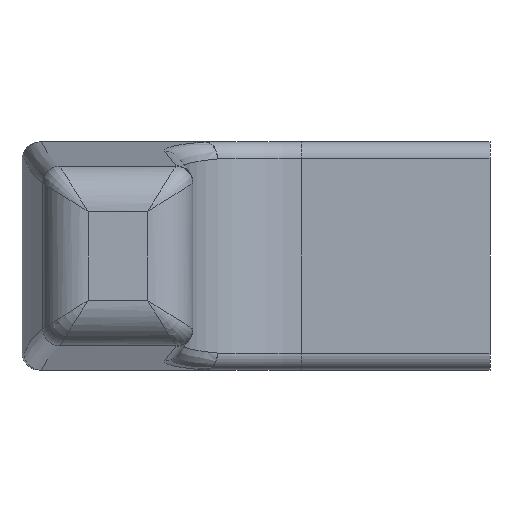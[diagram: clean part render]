
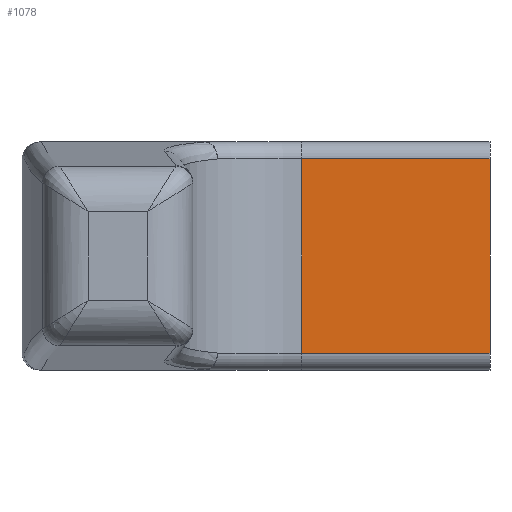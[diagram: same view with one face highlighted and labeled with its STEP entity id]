
A CAD part, left-side view. The second image highlights one B-rep face of the part: STEP entity #1078.
In plain terms, the highlighted planar face has unit normal (-1, 0, 0).
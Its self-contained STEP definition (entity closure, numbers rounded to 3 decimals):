
#532=EDGE_CURVE('',#1066,#1038,#1297,.T.);
#738=EDGE_CURVE('',#982,#1066,#1531,.T.);
#748=EDGE_CURVE('',#806,#982,#1543,.T.);
#806=VERTEX_POINT('',#1607);
#982=VERTEX_POINT('',#1807);
#1038=VERTEX_POINT('',#1867);
#1066=VERTEX_POINT('',#1899);
#1078=ADVANCED_FACE('',(#1913),#1914,.T.);
#1110=EDGE_CURVE('',#806,#1038,#1948,.T.);
#1297=LINE('',#2353,#2354);
#1531=LINE('',#5645,#5646);
#1543=LINE('',#5716,#5717);
#1607=CARTESIAN_POINT('',(-10.0,0.0,8.5));
#1807=CARTESIAN_POINT('',(-10.0,16.5,8.5));
#1867=CARTESIAN_POINT('',(-10.0,0.0,-8.5));
#1899=CARTESIAN_POINT('',(-10.0,16.5,-8.5));
#1913=FACE_OUTER_BOUND('',#9872,.T.);
#1914=PLANE('',#9873);
#1948=LINE('',#10036,#10037);
#2353=CARTESIAN_POINT('',(-10.0,0.0,-8.5));
#2354=VECTOR('',#10208,1000.0);
#5645=CARTESIAN_POINT('',(-10.0,16.5,-10.0));
#5646=VECTOR('',#10472,1000.0);
#5716=CARTESIAN_POINT('',(-10.0,0.0,8.5));
#5717=VECTOR('',#10487,1000.0);
#9872=EDGE_LOOP('',(#10926,#10927,#10928,#10929));
#9873=AXIS2_PLACEMENT_3D('',#10930,#10931,#10932);
#10036=CARTESIAN_POINT('',(-10.0,0.0,-10.0));
#10037=VECTOR('',#10956,1000.0);
#10208=DIRECTION('',(0.0,-1.0,0.0));
#10472=DIRECTION('',(0.0,0.0,-1.0));
#10487=DIRECTION('',(0.0,1.0,0.0));
#10926=ORIENTED_EDGE('',*,*,#1110,.F.);
#10927=ORIENTED_EDGE('',*,*,#748,.T.);
#10928=ORIENTED_EDGE('',*,*,#738,.T.);
#10929=ORIENTED_EDGE('',*,*,#532,.T.);
#10930=CARTESIAN_POINT('',(-10.0,0.0,-10.0));
#10931=DIRECTION('',(-1.0,0.0,0.0));
#10932=DIRECTION('',(0.0,0.0,1.0));
#10956=DIRECTION('',(0.0,0.0,-1.0));
